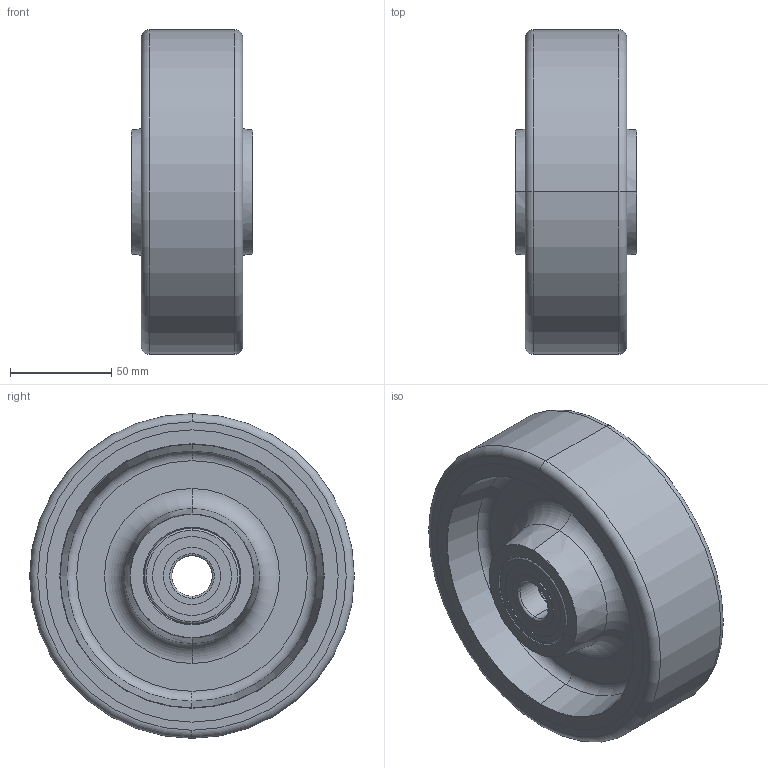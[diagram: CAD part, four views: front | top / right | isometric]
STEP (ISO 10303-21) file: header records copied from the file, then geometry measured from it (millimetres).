
FILE_DESCRIPTION (( 'STEP AP214' ), '1' );
FILE_NAME ('0038291.step', '2023-11-08T08:27:20', ( '' ), ( '' ), 'SwSTEP 2.0', 'SolidWorks 2020', '' );
FILE_SCHEMA (( 'AUTOMOTIVE_DESIGN' ));
Length unit declared in the file: millimetre
Products named in the file (1): 0038291
Bounding box: 60.1 x 160 x 160 mm (x, y, z)
Volume: 592166.6 mm3; surface area: 167391.1 mm2
Topology: 15 solids, 15 shells, 164 faces, 328 edges, 196 vertices
Faces by surface type: cylinder 60, torus 52, plane 36, cone 16
Entity records: 6324 total; most frequent: DIRECTION 898, CARTESIAN_POINT 689, ORIENTED_EDGE 656, AXIS2_PLACEMENT_3D 405, EDGE_CURVE 328, CIRCLE 240, VERTEX_POINT 196, EDGE_LOOP 192
